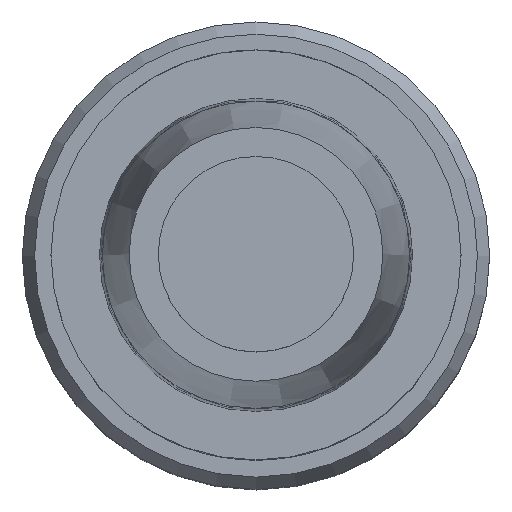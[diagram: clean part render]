
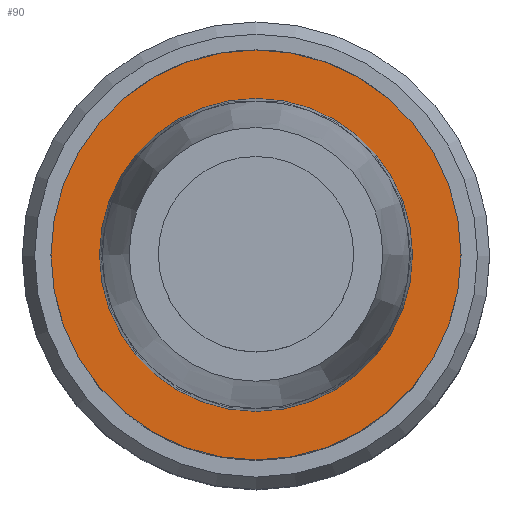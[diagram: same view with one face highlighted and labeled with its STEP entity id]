
A CAD part, top view. The second image highlights one B-rep face of the part: STEP entity #90.
In plain terms, the highlighted planar face has unit normal (0, 0, 1).
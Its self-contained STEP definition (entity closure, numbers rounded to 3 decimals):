
#71=FACE_BOUND('',#137,.T.);
#72=FACE_BOUND('',#138,.T.);
#90=ADVANCED_FACE('',(#71,#72),#105,.F.);
#105=PLANE('',#311);
#137=EDGE_LOOP('',(#177));
#138=EDGE_LOOP('',(#178));
#177=ORIENTED_EDGE('',*,*,#244,.T.);
#178=ORIENTED_EDGE('',*,*,#243,.F.);
#222=VERTEX_POINT('',#460);
#223=VERTEX_POINT('',#463);
#243=EDGE_CURVE('',#222,#222,#264,.T.);
#244=EDGE_CURVE('',#223,#223,#265,.T.);
#264=CIRCLE('',#308,9.65);
#265=CIRCLE('',#310,7.365);
#308=AXIS2_PLACEMENT_3D('',#459,#375,#376);
#310=AXIS2_PLACEMENT_3D('',#462,#379,#380);
#311=AXIS2_PLACEMENT_3D('',#464,#381,#382);
#375=DIRECTION('',(0.,0.,-1.));
#376=DIRECTION('',(-1.,0.,0.));
#379=DIRECTION('',(0.,0.,-1.));
#380=DIRECTION('',(-1.,0.,0.));
#381=DIRECTION('',(0.,0.,-1.));
#382=DIRECTION('',(-1.,0.,0.));
#459=CARTESIAN_POINT('',(0.,0.,0.));
#460=CARTESIAN_POINT('',(-9.65,0.,0.));
#462=CARTESIAN_POINT('',(0.,0.,0.));
#463=CARTESIAN_POINT('',(-7.365,0.,0.));
#464=CARTESIAN_POINT('',(-7.365,0.,0.));
